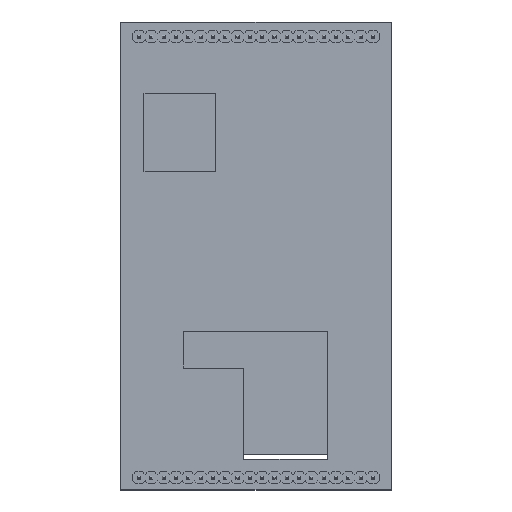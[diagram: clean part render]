
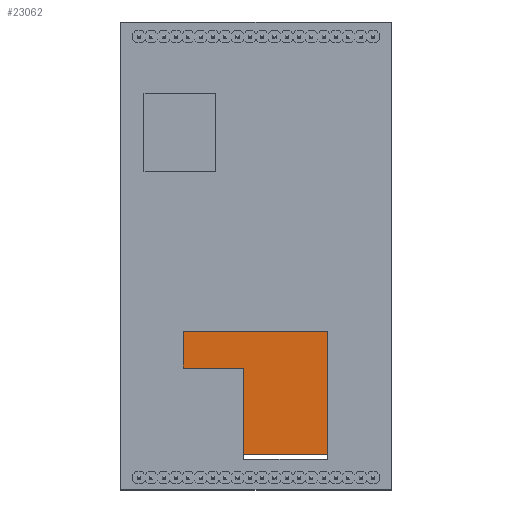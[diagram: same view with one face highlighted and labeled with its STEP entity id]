
A CAD part, top view. The second image highlights one B-rep face of the part: STEP entity #23062.
In plain terms, the highlighted planar face has unit normal (0, 0, 1).
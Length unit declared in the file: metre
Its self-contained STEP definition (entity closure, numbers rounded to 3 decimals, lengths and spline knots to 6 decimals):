
#1458=ORIENTED_EDGE('',*,*,#7772,.F.);
#1459=ORIENTED_EDGE('',*,*,#7779,.F.);
#1460=ORIENTED_EDGE('',*,*,#7769,.F.);
#1461=ORIENTED_EDGE('',*,*,#7767,.F.);
#1462=ORIENTED_EDGE('',*,*,#7764,.F.);
#1463=ORIENTED_EDGE('',*,*,#7778,.F.);
#7764=EDGE_CURVE('',#10978,#10979,#12960,.T.);
#7767=EDGE_CURVE('',#10979,#10980,#12963,.T.);
#7769=EDGE_CURVE('',#10980,#10971,#12965,.T.);
#7772=EDGE_CURVE('',#10975,#10981,#12968,.T.);
#7778=EDGE_CURVE('',#10981,#10978,#12974,.T.);
#7779=EDGE_CURVE('',#10971,#10975,#12975,.T.);
#10971=VERTEX_POINT('',#36663);
#10975=VERTEX_POINT('',#36671);
#10978=VERTEX_POINT('',#36718);
#10979=VERTEX_POINT('',#36719);
#10980=VERTEX_POINT('',#36724);
#10981=VERTEX_POINT('',#36733);
#12960=LINE('',#36717,#16094);
#12963=LINE('',#36723,#16097);
#12965=LINE('',#36727,#16099);
#12968=LINE('',#36732,#16102);
#12974=LINE('',#36744,#16108);
#12975=LINE('',#36747,#16109);
#16094=VECTOR('',#30718,1.);
#16097=VECTOR('',#30723,1.);
#16099=VECTOR('',#30727,1.);
#16102=VECTOR('',#30734,1.);
#16108=VECTOR('',#30750,1.);
#16109=VECTOR('',#30755,1.);
#19137=EDGE_LOOP('',(#1458,#1459,#1460,#1461,#1462,#1463));
#20621=FACE_BOUND('',#19137,.T.);
#21862=PLANE('',#28978);
#23062=ADVANCED_FACE('Face appearance 2',(#20621),#21862,.T.);
#28978=AXIS2_PLACEMENT_3D('',#36746,#30753,#30754);
#30718=DIRECTION('',(0.,1.,0.));
#30723=DIRECTION('',(1.,0.,0.));
#30727=DIRECTION('',(0.,-1.,0.));
#30734=DIRECTION('',(0.,1.,0.));
#30750=DIRECTION('',(-1.,0.,0.));
#30753=DIRECTION('',(0.,0.,1.));
#30754=DIRECTION('',(1.,0.,0.));
#30755=DIRECTION('',(-1.,0.,0.));
#36663=CARTESIAN_POINT('',(0.014732,-0.04089,0.));
#36671=CARTESIAN_POINT('',(-0.00254,-0.04089,0.));
#36717=CARTESIAN_POINT('',(-0.014986,-0.019304,0.));
#36718=CARTESIAN_POINT('',(-0.014986,-0.023114,0.));
#36719=CARTESIAN_POINT('',(-0.014986,-0.015494,0.));
#36723=CARTESIAN_POINT('',(-0.000127,-0.015494,0.));
#36724=CARTESIAN_POINT('',(0.014732,-0.015494,0.));
#36727=CARTESIAN_POINT('',(0.014732,-0.028702,0.));
#36732=CARTESIAN_POINT('',(-0.00254,-0.032512,0.));
#36733=CARTESIAN_POINT('',(-0.00254,-0.023114,0.));
#36744=CARTESIAN_POINT('',(-0.008763,-0.023114,0.));
#36746=CARTESIAN_POINT('',(0.,0.001145,0.));
#36747=CARTESIAN_POINT('',(0.,-0.04089,0.));
